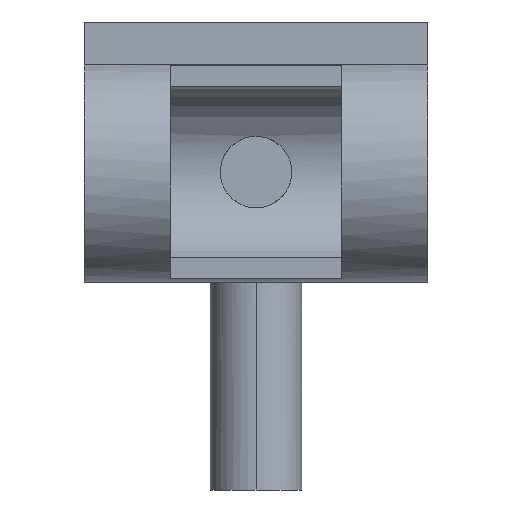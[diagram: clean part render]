
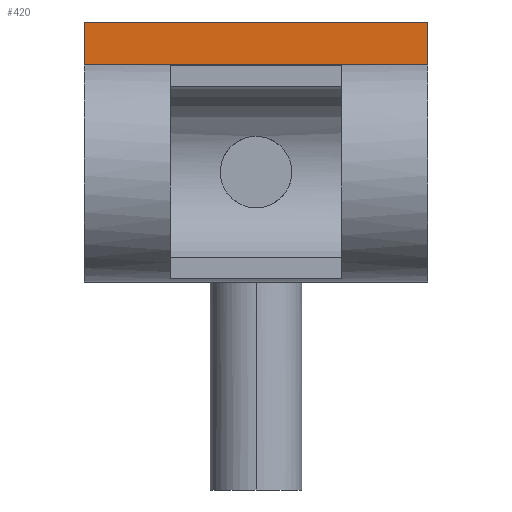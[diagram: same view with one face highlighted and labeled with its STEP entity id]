
A CAD part, front view. The second image highlights one B-rep face of the part: STEP entity #420.
In plain terms, the highlighted planar face has unit normal (0, -1, 0).
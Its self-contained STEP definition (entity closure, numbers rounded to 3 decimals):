
#87 = AXIS2_PLACEMENT_3D ( 'NONE', #2052, #2431, #280 ) ;
#92 = VECTOR ( 'NONE', #1327, 1000. ) ;
#105 = CARTESIAN_POINT ( 'NONE',  ( 60., -9., 52.433 ) ) ;
#197 = VERTEX_POINT ( 'NONE', #105 ) ;
#280 = DIRECTION ( 'NONE',  ( 0., 0., 1. ) ) ;
#284 = DIRECTION ( 'NONE',  ( -1., 0., 0. ) ) ;
#420 = ADVANCED_FACE ( 'NONE', ( #1655 ), #480, .F. ) ;
#423 = CARTESIAN_POINT ( 'NONE',  ( 60., -9., 52.433 ) ) ;
#480 = PLANE ( 'NONE',  #87 ) ;
#524 = CARTESIAN_POINT ( 'NONE',  ( 60., -9., 37.433 ) ) ;
#639 = DIRECTION ( 'NONE',  ( 0., 0., -1. ) ) ;
#652 = CARTESIAN_POINT ( 'NONE',  ( -60., -9., 52.433 ) ) ;
#663 = CARTESIAN_POINT ( 'NONE',  ( 60., -9., 37.433 ) ) ;
#723 = EDGE_CURVE ( 'NONE', #197, #2081, #2187, .T. ) ;
#747 = VECTOR ( 'NONE', #284, 1000. ) ;
#763 = ORIENTED_EDGE ( 'NONE', *, *, #810, .F. ) ;
#806 = DIRECTION ( 'NONE',  ( 0., 0., -1. ) ) ;
#810 = EDGE_CURVE ( 'NONE', #2081, #2545, #1267, .T. ) ;
#840 = EDGE_CURVE ( 'NONE', #1234, #2545, #2209, .T. ) ;
#922 = ORIENTED_EDGE ( 'NONE', *, *, #1529, .T. ) ;
#974 = CARTESIAN_POINT ( 'NONE',  ( 60., -9., 52.433 ) ) ;
#1198 = CARTESIAN_POINT ( 'NONE',  ( -60., -9., 52.433 ) ) ;
#1234 = VERTEX_POINT ( 'NONE', #1198 ) ;
#1267 = LINE ( 'NONE', #663, #747 ) ;
#1321 = EDGE_LOOP ( 'NONE', ( #2043, #763, #1552, #922 ) ) ;
#1327 = DIRECTION ( 'NONE',  ( -1., 0., 0. ) ) ;
#1529 = EDGE_CURVE ( 'NONE', #197, #1234, #2163, .T. ) ;
#1552 = ORIENTED_EDGE ( 'NONE', *, *, #723, .F. ) ;
#1652 = CARTESIAN_POINT ( 'NONE',  ( -60., -9., 37.433 ) ) ;
#1655 = FACE_OUTER_BOUND ( 'NONE', #1321, .T. ) ;
#2043 = ORIENTED_EDGE ( 'NONE', *, *, #840, .T. ) ;
#2052 = CARTESIAN_POINT ( 'NONE',  ( 60., -9., 52.433 ) ) ;
#2081 = VERTEX_POINT ( 'NONE', #524 ) ;
#2163 = LINE ( 'NONE', #974, #92 ) ;
#2187 = LINE ( 'NONE', #423, #2442 ) ;
#2209 = LINE ( 'NONE', #652, #2396 ) ;
#2396 = VECTOR ( 'NONE', #639, 1000. ) ;
#2431 = DIRECTION ( 'NONE',  ( 0., 1., 0. ) ) ;
#2442 = VECTOR ( 'NONE', #806, 1000. ) ;
#2545 = VERTEX_POINT ( 'NONE', #1652 ) ;
